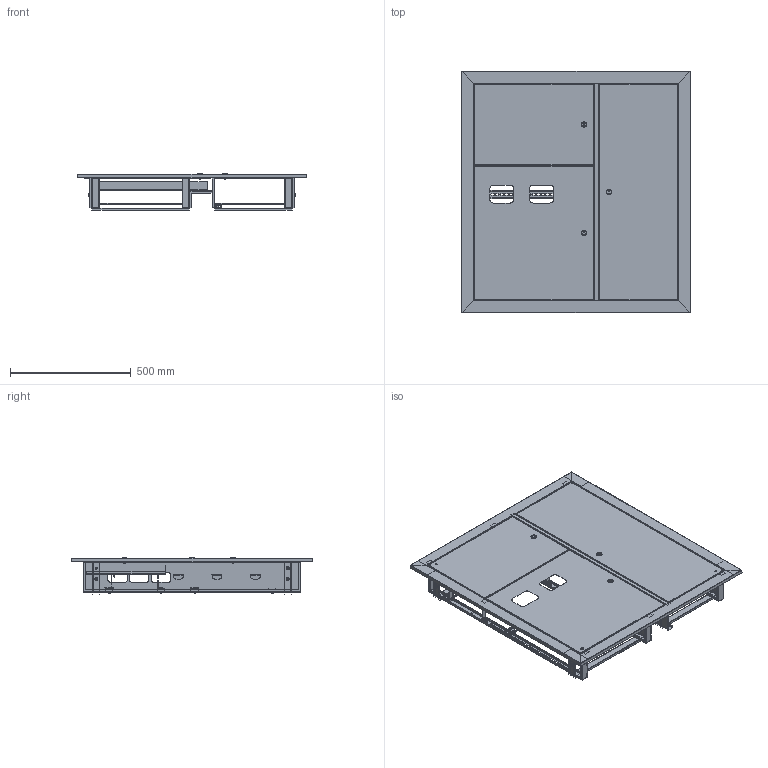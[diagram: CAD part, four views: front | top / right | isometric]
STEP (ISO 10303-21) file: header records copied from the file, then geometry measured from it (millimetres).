
FILE_DESCRIPTION (( 'STEP AP203' ), '1' );
FILE_NAME ('ÙÝ 2 êâ. (1000õ950õ150) IP31 EKF Basic.STEP', '2023-09-11T11:18:57', ( '' ), ( '' ), 'SwSTEP 2.0', 'SolidWorks 2021', '' );
FILE_SCHEMA (( 'CONFIG_CONTROL_DESIGN' ));
Length unit declared in the file: millimetre
Products named in the file (36): 昈-2414.01.00.003 栺樇罻; ÌÈ-2414.05.00.003 Êðîíøòåéí ïîä äèí-ðåéêó; ��-2414.03.00.000 ����� ����� ��_2 ��. ��-2414.03.00.000-01 ����� ��� ��; ÌÈ-2414.04.00.001 Äâåðü ñèëîâàÿ; DIN-謥濋趌L=420 (!); ÌÈ-2414.04.00.000 Äâåðü ñèëîâàÿ ÑÁ; 昈-2414.01.00.000 扻豵鵨 捘; Çàêëåïêà ãàå÷íàÿ Ì8; 倘-2414.07.00.001 脏朦囗咫黖2. 寛-2414.00.00.001-01; ÌÈ-2414.01.00.006 Óñèëèòåëü êàáåëüíûé  ; cross ph tapping 968_din1_Screw DIN 968-ST4.2x13-C-H-N; ÌÈ-2414.01.00.008 Äåðæàòåëü äâåðè; pan head cross recess screw_din1_ISO 7045 - M4 x 16 - Z --- 16N; 昈-2414.01.00.003-01 栺樇罻; ﾌﾈ-2414.01.00.007 ﾊ煇鳫; ÌÈ-2414.01.00.002 Ñòåíêà áîêîâàÿ; Ïëàñòèíà 100õ35; hex flange nut_din1_Hexagon Flange Nut DIN 6923 - M6 - N; Çàìîê ïî÷òîâûé; hex flange nut_din_Hexagon Flange Nut DIN 6923 - M6 - N; ﾌﾈ-2414.03.00.001 ﾄ粢 褪濱2 ｪ｢. 決-2414.03.00.001-01 ┐･瑟 肅･笄; ÌÈ-2414.01.00.001 Ñòåíêà áîêîâàÿ; ﾌﾈ-2414.02.00.000 ﾄ粢 珮ⅳⅸ浯 ﾑﾁ; pan head cross recess screw_din1_DIN EN ISO 7045 - M6 x 20 - Z - 20N; DIN-ðåéêà2_L=420 (!); ÙÝ 2 êâ. (1000õ950õ150) IP31 EKF Basic; 昈-2414.01.01.001 盷謥蜦豂儆趌-01; ÌÈ-2414.01.00.004 Øâåëëåð; Çàêëåïêà ãàå÷íàÿ Ì4; Çàêëåïêà ãàå÷íàÿ Ì6 UNI 9203; ÌÈ-2414.01.01.000 Ïåðåãîðîäêà ÑÁ_-01; ÌÈ-2414.00.00.002 Ïðîñòàâêà; Øïèëüêà Ì6õ12; Êðîíøòåéí 40õ40; 2_DIN EN ISO 7045 - M6 x 20 - Z - 20N; ﾌﾈ-2414.02.00.001 ﾄ粢 珮ⅳⅸ浯
Assembly tree (95 placements, depth 4):
  ÙÝ 2 êâ. (1000õ950õ150) IP31 EKF Basic
    昈-2414.01.00.000 扻豵鵨 捘
      ÌÈ-2414.01.00.002 Ñòåíêà áîêîâàÿ
      ÌÈ-2414.01.00.001 Ñòåíêà áîêîâàÿ
      昈-2414.01.00.003 栺樇罻
      ÌÈ-2414.01.00.004 Øâåëëåð
      ÌÈ-2414.01.01.000 Ïåðåãîðîäêà ÑÁ_-01
        昈-2414.01.01.001 盷謥蜦豂儆趌-01
        Êðîíøòåéí 40õ40  x3
      昈-2414.01.00.003-01 栺樇罻
      Ïëàñòèíà 100õ35  x4
      ÌÈ-2414.01.00.008 Äåðæàòåëü äâåðè
      ÌÈ-2414.01.00.006 Óñèëèòåëü êàáåëüíûé    x2
      Çàêëåïêà ãàå÷íàÿ Ì8  x4
      Øïèëüêà Ì6õ12  x3
      ﾌﾈ-2414.01.00.007 ﾊ煇鳫  x3
      Çàêëåïêà ãàå÷íàÿ Ì6 UNI 9203  x4
    ﾌﾈ-2414.02.00.000 ﾄ粢 珮ⅳⅸ浯 ﾑﾁ
      ﾌﾈ-2414.02.00.001 ﾄ粢 珮ⅳⅸ浯
      Çàêëåïêà ãàå÷íàÿ Ì4  x2
      Çàìîê ïî÷òîâûé
      Øïèëüêà Ì6õ12
    ÌÈ-2414.04.00.000 Äâåðü ñèëîâàÿ ÑÁ
      Çàêëåïêà ãàå÷íàÿ Ì4  x2
      ÌÈ-2414.04.00.001 Äâåðü ñèëîâàÿ
      Çàìîê ïî÷òîâûé
      Øïèëüêà Ì6õ12
    ��-2414.03.00.000 ����� ����� ��_2 ��. ��-2414.03.00.000-01 ����� ��� ��
      ﾌﾈ-2414.03.00.001 ﾄ粢 褪濱2 ｪ｢. 決-2414.03.00.001-01 ┐･瑟 肅･笄
      Çàìîê ïî÷òîâûé
      Çàêëåïêà ãàå÷íàÿ Ì4
      Øïèëüêà Ì6õ12
    pan head cross recess screw_din1_ISO 7045 - M4 x 16 - Z --- 16N  x4
    cross ph tapping 968_din1_Screw DIN 968-ST4.2x13-C-H-N
    DIN-ðåéêà2_L=420 (!)  x2
    pan head cross recess screw_din1_DIN EN ISO 7045 - M6 x 20 - Z - 20N  x4
    hex flange nut_din1_Hexagon Flange Nut DIN 6923 - M6 - N  x5
    倘-2414.07.00.001 脏朦囗咫黖2. 寛-2414.00.00.001-01
    hex flange nut_din_Hexagon Flange Nut DIN 6923 - M6 - N  x7
    ÌÈ-2414.00.00.002 Ïðîñòàâêà  x10
    DIN-謥濋趌L=420 (!)  x2
    2_DIN EN ISO 7045 - M6 x 20 - Z - 20N  x6
    ÌÈ-2414.05.00.003 Êðîíøòåéí ïîä äèí-ðåéêó  x4
Bounding box: 950 x 1000 x 153 mm (x, y, z)
Volume: 1571931.9 mm3; surface area: 3799218 mm2
Topology: 90 solids, 90 shells, 3853 faces, 9092 edges, 5461 vertices
Faces by surface type: plane 2016, cylinder 1138, cone 364, bspline 169, torus 136, sphere 30
Entity records: 57330 total; most frequent: CARTESIAN_POINT 12720, DIRECTION 8221, ORIENTED_EDGE 7958, EDGE_CURVE 3979, AXIS2_PLACEMENT_3D 2849, VECTOR 2523, LINE 2523, VERTEX_POINT 2402
